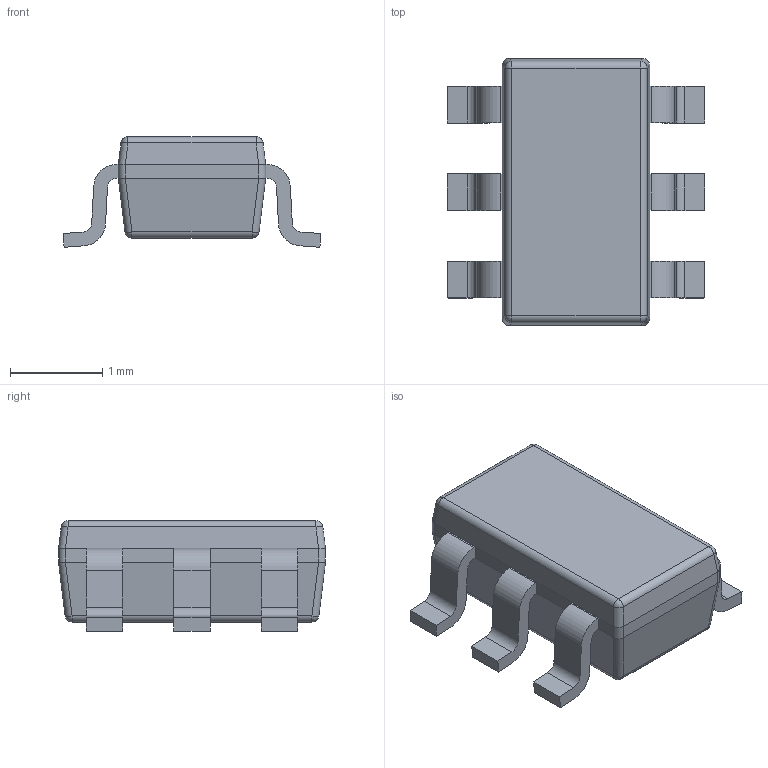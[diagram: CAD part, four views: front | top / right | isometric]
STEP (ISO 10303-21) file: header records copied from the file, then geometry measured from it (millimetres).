
FILE_DESCRIPTION(('CAx-IF Rec.Pracs.---Model Styling and Organization---1.5---2016-08-15','CAx-IF Rec.Pracs.---Geometric and Assembly Validation Properties---4.4---2016-08-17','CAx-IF Rec.Pracs.---User Defined Attributes---1.5---2016-08-15','CAx-IF Rec.Pracs.---External References---2.1---2005-01-19'),'2;1');
FILE_NAME('16174409.step','2023-01-20T08:30:13',('Unspecified'),('Unspecified'),'CAD Exchanger 3.8.1 (cadexchanger.com)','Unspecified','');
FILE_SCHEMA(('AUTOMOTIVE_DESIGN { 1 0 10303 214 1 1 1 1 }'));
Length unit declared in the file: millimetre
Products named in the file (3): DBV0006A_ASM; BODY-SOT; LEAD-SOT
Assembly tree (7 placements, depth 2):
  DBV0006A_ASM
    BODY-SOT
    LEAD-SOT  x6
Bounding box: 2.8 x 2.9 x 1.2 mm (x, y, z)
Volume: 5.2 mm3; surface area: 25.8 mm2
Topology: 7 solids, 7 shells, 126 faces, 312 edges, 200 vertices
Faces by surface type: plane 74, cylinder 44, sphere 8
Entity records: 1777 total; most frequent: CARTESIAN_POINT 391, DIRECTION 268, ORIENTED_EDGE 264, EDGE_CURVE 132, AXIS2_PLACEMENT_3D 96, VERTEX_POINT 80, LINE 76, VECTOR 76
